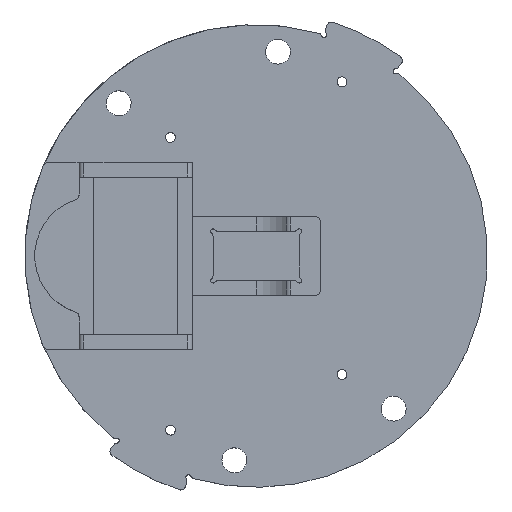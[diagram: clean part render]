
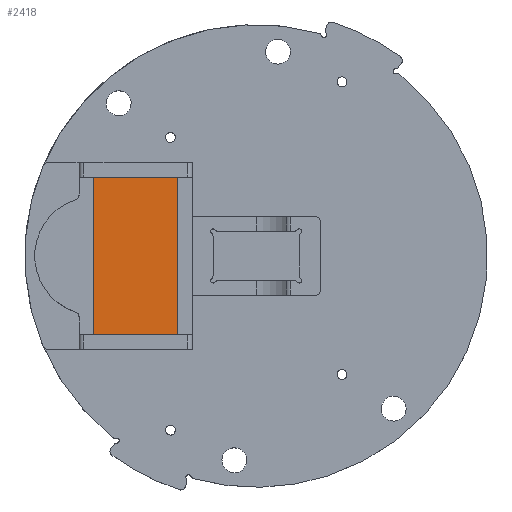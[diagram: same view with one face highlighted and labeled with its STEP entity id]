
A CAD part, top view. The second image highlights one B-rep face of the part: STEP entity #2418.
In plain terms, the highlighted face is planar.
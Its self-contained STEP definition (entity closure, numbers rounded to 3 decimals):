
#135 = EDGE_LOOP ( 'NONE', ( #2523, #2874, #1578, #2303 ) ) ;
#137 = DIRECTION ( 'NONE',  ( 0., 1., 0. ) ) ;
#162 = DIRECTION ( 'NONE',  ( 0., 0., 1. ) ) ;
#510 = CARTESIAN_POINT ( 'NONE',  ( 0., -1.5, 0. ) ) ;
#599 = AXIS2_PLACEMENT_3D ( 'NONE', #510, #137, #162 ) ;
#808 = LINE ( 'NONE', #2950, #2990 ) ;
#967 = PLANE ( 'NONE',  #599 ) ;
#1401 = LINE ( 'NONE', #2384, #3486 ) ;
#1562 = VERTEX_POINT ( 'NONE', #3359 ) ;
#1578 = ORIENTED_EDGE ( 'NONE', *, *, #3387, .T. ) ;
#1599 = CARTESIAN_POINT ( 'NONE',  ( -10.288, -1.5, 20.153 ) ) ;
#1617 = CARTESIAN_POINT ( 'NONE',  ( 4.933, -1.5, 15.221 ) ) ;
#1619 = DIRECTION ( 'NONE',  ( -0.951, 0., 0.308 ) ) ;
#1921 = FACE_OUTER_BOUND ( 'NONE', #135, .T. ) ;
#1951 = VECTOR ( 'NONE', #2152, 1000. ) ;
#2008 = VERTEX_POINT ( 'NONE', #1599 ) ;
#2122 = CARTESIAN_POINT ( 'NONE',  ( -31.393, -1.5, 10.174 ) ) ;
#2152 = DIRECTION ( 'NONE',  ( -0.308, 0., -0.951 ) ) ;
#2223 = LINE ( 'NONE', #1617, #2550 ) ;
#2238 = CARTESIAN_POINT ( 'NONE',  ( -36.325, -1.5, -5.047 ) ) ;
#2303 = ORIENTED_EDGE ( 'NONE', *, *, #3358, .T. ) ;
#2374 = VERTEX_POINT ( 'NONE', #3016 ) ;
#2384 = CARTESIAN_POINT ( 'NONE',  ( -4.933, -1.5, -15.221 ) ) ;
#2418 = ADVANCED_FACE ( 'NONE', ( #1921 ), #967, .F. ) ;
#2523 = ORIENTED_EDGE ( 'NONE', *, *, #3337, .F. ) ;
#2550 = VECTOR ( 'NONE', #1619, 1000. ) ;
#2572 = DIRECTION ( 'NONE',  ( -0.951, 0., 0.308 ) ) ;
#2814 = LINE ( 'NONE', #2122, #1951 ) ;
#2874 = ORIENTED_EDGE ( 'NONE', *, *, #3302, .T. ) ;
#2890 = DIRECTION ( 'NONE',  ( 0.308, 0., 0.951 ) ) ;
#2950 = CARTESIAN_POINT ( 'NONE',  ( -15.221, -1.5, 4.933 ) ) ;
#2990 = VECTOR ( 'NONE', #2890, 1000. ) ;
#3016 = CARTESIAN_POINT ( 'NONE',  ( -20.153, -1.5, -10.288 ) ) ;
#3070 = VERTEX_POINT ( 'NONE', #2238 ) ;
#3302 = EDGE_CURVE ( 'NONE', #2374, #2008, #808, .T. ) ;
#3337 = EDGE_CURVE ( 'NONE', #2374, #3070, #1401, .T. ) ;
#3358 = EDGE_CURVE ( 'NONE', #1562, #3070, #2814, .T. ) ;
#3359 = CARTESIAN_POINT ( 'NONE',  ( -26.46, -1.5, 25.395 ) ) ;
#3387 = EDGE_CURVE ( 'NONE', #2008, #1562, #2223, .T. ) ;
#3486 = VECTOR ( 'NONE', #2572, 1000. ) ;
